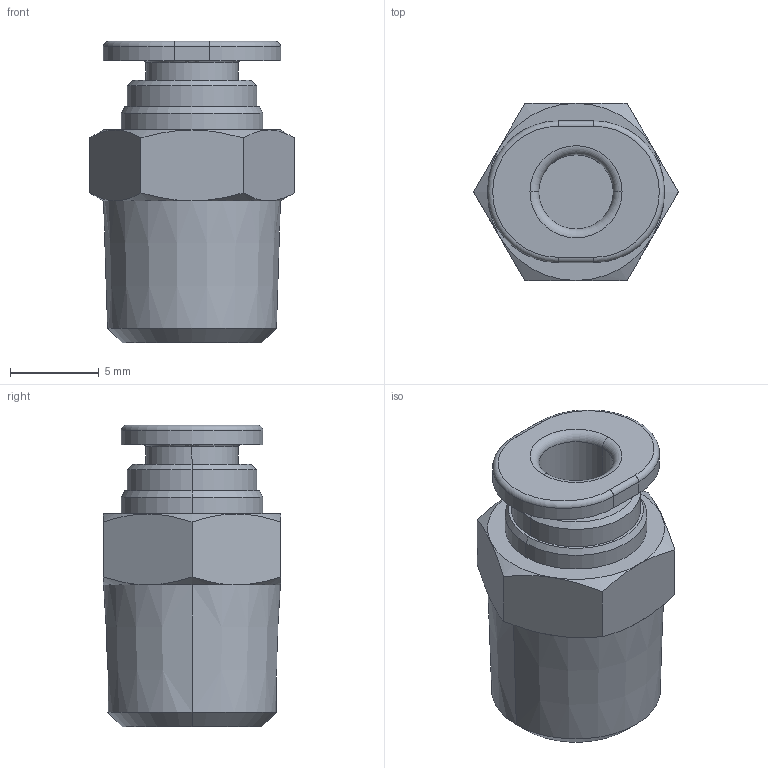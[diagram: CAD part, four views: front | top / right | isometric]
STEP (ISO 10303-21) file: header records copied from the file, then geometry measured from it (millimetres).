
FILE_DESCRIPTION((''),'2;1');
FILE_NAME('PC04M01C-mdt.stp','2017-07-24T14:29:29',(''),(''),'Mechanical Desktop 2009','Mechanical Desktop 2009',', , ');
FILE_SCHEMA(('CONFIG_CONTROL_DESIGN'));
Length unit declared in the file: millimetre
Products named in the file (3): PC04M01C-MDTA; PC04M01C-MDT; COLLAR-C04C
Assembly tree (3 placements, depth 2):
  PC04M01C-MDTA
    PC04M01C-MDT
    COLLAR-C04C  x2
Bounding box: 11.55 x 10 x 17 mm (x, y, z)
Volume: 1026.8 mm3; surface area: 837.1 mm2
Topology: 1 solids, 1 shells, 54 faces, 116 edges, 70 vertices
Faces by surface type: cone 20, plane 16, cylinder 12, torus 4, bspline 2
Entity records: 1647 total; most frequent: CARTESIAN_POINT 380, DIRECTION 260, ORIENTED_EDGE 232, EDGE_CURVE 116, AXIS2_PLACEMENT_3D 112, VERTEX_POINT 70, EDGE_LOOP 60, CIRCLE 56
